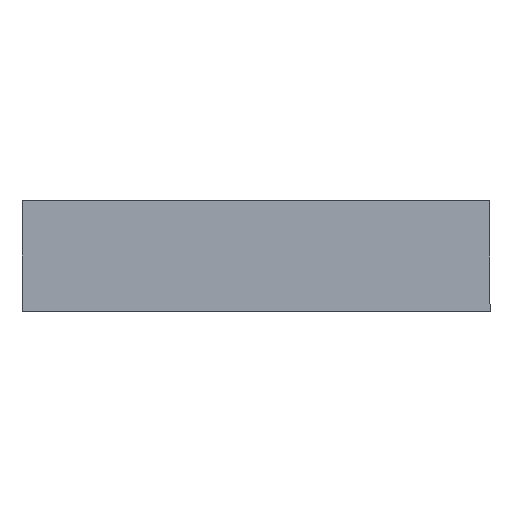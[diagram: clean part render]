
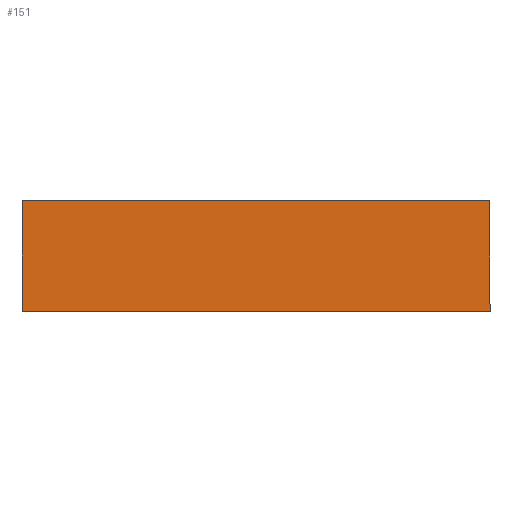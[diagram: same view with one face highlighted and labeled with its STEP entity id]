
A CAD part, left-side view. The second image highlights one B-rep face of the part: STEP entity #151.
In plain terms, the highlighted planar face has unit normal (-1, 0, 0).
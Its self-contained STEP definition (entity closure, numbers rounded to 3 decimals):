
#2 = VECTOR ( 'NONE', #210, 1000. ) ;
#3 = CARTESIAN_POINT ( 'NONE',  ( -1622.5, -95., 22.5 ) ) ;
#20 = EDGE_CURVE ( 'NONE', #32, #319, #130, .T. ) ;
#22 = CARTESIAN_POINT ( 'NONE',  ( -1622.5, 95., -22.5 ) ) ;
#32 = VERTEX_POINT ( 'NONE', #86 ) ;
#40 = DIRECTION ( 'NONE',  ( 0., 1., 0. ) ) ;
#47 = PLANE ( 'NONE',  #297 ) ;
#60 = CARTESIAN_POINT ( 'NONE',  ( -1622.5, 95., -22.5 ) ) ;
#64 = EDGE_CURVE ( 'NONE', #319, #145, #137, .T. ) ;
#79 = DIRECTION ( 'NONE',  ( 0., -1., 0. ) ) ;
#83 = CARTESIAN_POINT ( 'NONE',  ( -1622.5, -95., -22.5 ) ) ;
#86 = CARTESIAN_POINT ( 'NONE',  ( -1622.5, -95., -22.5 ) ) ;
#93 = CARTESIAN_POINT ( 'NONE',  ( -1622.5, -95., -22.5 ) ) ;
#114 = DIRECTION ( 'NONE',  ( -1., 0., 0. ) ) ;
#128 = ORIENTED_EDGE ( 'NONE', *, *, #64, .T. ) ;
#130 = LINE ( 'NONE', #93, #230 ) ;
#137 = LINE ( 'NONE', #229, #355 ) ;
#145 = VERTEX_POINT ( 'NONE', #195 ) ;
#151 = ADVANCED_FACE ( 'NONE', ( #198 ), #47, .T. ) ;
#170 = ORIENTED_EDGE ( 'NONE', *, *, #192, .T. ) ;
#173 = VECTOR ( 'NONE', #79, 1000. ) ;
#190 = ORIENTED_EDGE ( 'NONE', *, *, #206, .T. ) ;
#192 = EDGE_CURVE ( 'NONE', #262, #32, #208, .T. ) ;
#195 = CARTESIAN_POINT ( 'NONE',  ( -1622.5, 95., 22.5 ) ) ;
#198 = FACE_OUTER_BOUND ( 'NONE', #207, .T. ) ;
#206 = EDGE_CURVE ( 'NONE', #145, #262, #348, .T. ) ;
#207 = EDGE_LOOP ( 'NONE', ( #190, #170, #340, #128 ) ) ;
#208 = LINE ( 'NONE', #83, #173 ) ;
#210 = DIRECTION ( 'NONE',  ( 0., 0., -1. ) ) ;
#229 = CARTESIAN_POINT ( 'NONE',  ( -1622.5, -95., 22.5 ) ) ;
#230 = VECTOR ( 'NONE', #381, 1000. ) ;
#262 = VERTEX_POINT ( 'NONE', #22 ) ;
#266 = DIRECTION ( 'NONE',  ( 0., 0., 1. ) ) ;
#297 = AXIS2_PLACEMENT_3D ( 'NONE', #345, #114, #266 ) ;
#319 = VERTEX_POINT ( 'NONE', #3 ) ;
#340 = ORIENTED_EDGE ( 'NONE', *, *, #20, .T. ) ;
#345 = CARTESIAN_POINT ( 'NONE',  ( -1622.5, 0., 0. ) ) ;
#348 = LINE ( 'NONE', #60, #2 ) ;
#355 = VECTOR ( 'NONE', #40, 1000. ) ;
#381 = DIRECTION ( 'NONE',  ( 0., 0., 1. ) ) ;
